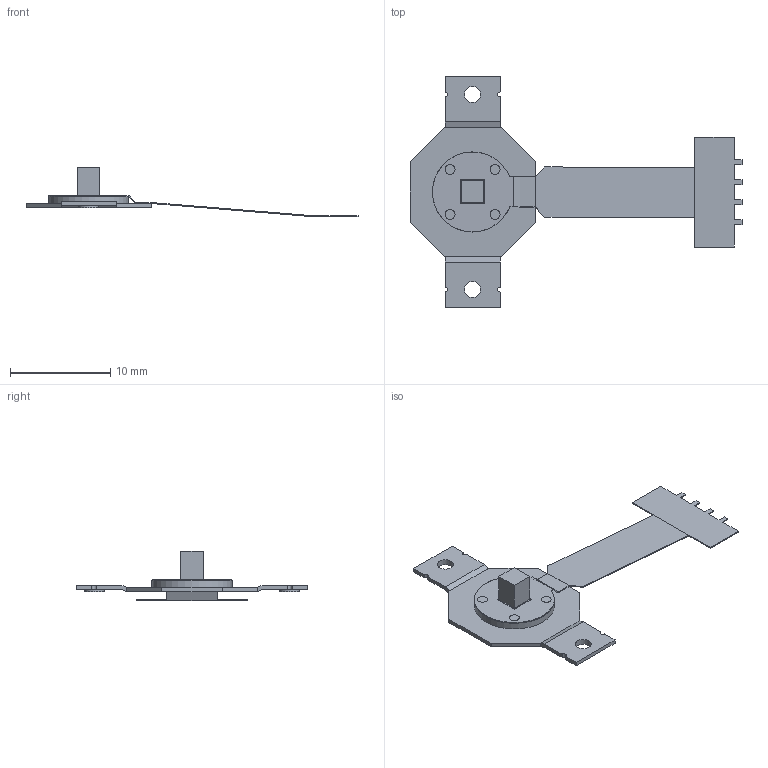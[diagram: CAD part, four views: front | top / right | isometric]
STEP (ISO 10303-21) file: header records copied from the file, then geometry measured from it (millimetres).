
FILE_DESCRIPTION(/* description */ (''),/* implementation_level */ '2;1');
FILE_NAME(/* name */ 't460s.step',/* time_stamp */ '2024-10-16T04:59:31+04:00',/* author */ (''),/* organization */ (''),/* preprocessor_version */ 'ST-DEVELOPER v20',/* originating_system */ 'Autodesk Translation Framework v13.20.0.188',/* authorisation */ '');
FILE_SCHEMA (('AUTOMOTIVE_DESIGN { 1 0 10303 214 3 1 1 }'));
Length unit declared in the file: millimetre
Products named in the file (15): TrackPoint: T460S; TP Sensor; Metal Frame; SOLID; Round Platform; SOLID_1; White Cap Adapter; SOLID_2; Platform Screws; SOLID_3; SOLID_4; SOLID_5; SOLID_6; TP FPC Cable; SOLID_7
Assembly tree (14 placements, depth 4):
  TrackPoint: T460S
    TP Sensor
      Metal Frame
        SOLID
      Round Platform
        SOLID_1
      White Cap Adapter
        SOLID_2
      Platform Screws
        SOLID_3
        SOLID_4
        SOLID_5
        SOLID_6
    TP FPC Cable
      SOLID_7
Bounding box: 33.2 x 23 x 4.9 mm (x, y, z)
Volume: 142 mm3; surface area: 950 mm2
Topology: 8 solids, 8 shells, 111 faces, 265 edges, 172 vertices
Faces by surface type: plane 85, cylinder 22, cone 4
Full cylindrical faces by diameter (mm): 1 x12, 1.6 x2, 2 x2, 8 x1
Entity records: 3644 total; most frequent: DIRECTION 593, CARTESIAN_POINT 577, ORIENTED_EDGE 530, EDGE_CURVE 265, LINE 217, VECTOR 217, AXIS2_PLACEMENT_3D 188, VERTEX_POINT 172
